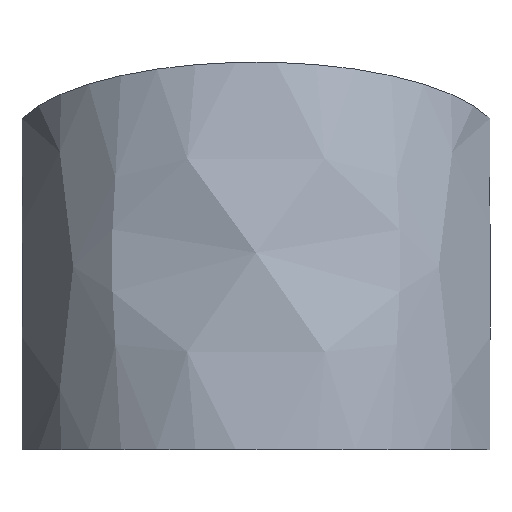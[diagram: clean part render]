
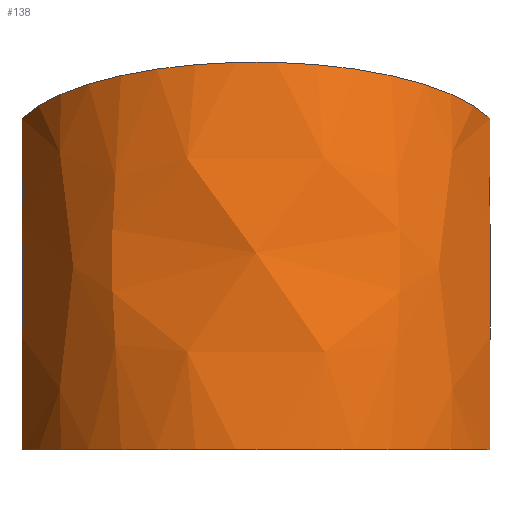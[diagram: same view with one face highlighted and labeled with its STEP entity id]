
A CAD part, front view. The second image highlights one B-rep face of the part: STEP entity #138.
In plain terms, the highlighted free-form (B-spline) face has degree [2, 2] with [5, 3] control points.
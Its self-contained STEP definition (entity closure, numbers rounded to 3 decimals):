
#51=(
BOUNDED_SURFACE()
B_SPLINE_SURFACE(2,2,((#248,#249,#250),(#251,#252,#253),(#254,#255,#256),
(#257,#258,#259),(#260,#261,#262)),.UNSPECIFIED.,.F.,.F.,.F.)
B_SPLINE_SURFACE_WITH_KNOTS((3,2,3),(3,3),(-2.471,-1.235,
0.),(0.,0.345),.UNSPECIFIED.)
GEOMETRIC_REPRESENTATION_ITEM()
RATIONAL_B_SPLINE_SURFACE(((1.,0.985,1.),(0.815,
0.803,0.815),(1.,0.985,1.),(0.815,
0.803,0.815),(1.,0.985,1.)))
REPRESENTATION_ITEM('')
SURFACE()
);
#54=FACE_OUTER_BOUND('',#60,.T.);
#60=EDGE_LOOP('',(#115,#116,#117,#118));
#66=CIRCLE('',#168,279.284);
#67=CIRCLE('',#169,70.5);
#68=CIRCLE('',#170,70.5);
#69=CIRCLE('',#171,279.284);
#92=VERTEX_POINT('',#241);
#94=VERTEX_POINT('',#245);
#95=VERTEX_POINT('',#263);
#96=VERTEX_POINT('',#265);
#102=EDGE_CURVE('',#92,#94,#66,.T.);
#103=EDGE_CURVE('',#92,#95,#67,.T.);
#104=EDGE_CURVE('',#96,#94,#68,.T.);
#105=EDGE_CURVE('',#95,#96,#69,.T.);
#115=ORIENTED_EDGE('',*,*,#103,.F.);
#116=ORIENTED_EDGE('',*,*,#102,.T.);
#117=ORIENTED_EDGE('',*,*,#104,.F.);
#118=ORIENTED_EDGE('',*,*,#105,.F.);
#138=ADVANCED_FACE('',(#54),#51,.T.);
#168=AXIS2_PLACEMENT_3D('',#247,#196,#197);
#169=AXIS2_PLACEMENT_3D('',#264,#198,#199);
#170=AXIS2_PLACEMENT_3D('',#266,#200,#201);
#171=AXIS2_PLACEMENT_3D('',#267,#202,#203);
#196=DIRECTION('center_axis',(1.,0.,0.));
#197=DIRECTION('ref_axis',(0.,-0.938,0.347));
#198=DIRECTION('center_axis',(0.,0.338,0.941));
#199=DIRECTION('ref_axis',(-0.944,-0.31,0.111));
#200=DIRECTION('center_axis',(0.,0.,-1.));
#201=DIRECTION('ref_axis',(-0.944,-0.329,0.));
#202=DIRECTION('center_axis',(1.,0.,0.));
#203=DIRECTION('ref_axis',(0.,-0.938,0.347));
#241=CARTESIAN_POINT('',(34.43,-106.871,94.252));
#245=CARTESIAN_POINT('',(34.43,-124.21,0.));
#247=CARTESIAN_POINT('Origin',(34.43,155.061,-2.656));
#248=CARTESIAN_POINT('Ctrl Pts',(167.57,-106.871,94.252));
#249=CARTESIAN_POINT('Ctrl Pts',(167.57,-123.747,48.636));
#250=CARTESIAN_POINT('Ctrl Pts',(167.57,-124.21,0.));
#251=CARTESIAN_POINT('Ctrl Pts',(151.082,-151.377,110.238));
#252=CARTESIAN_POINT('Ctrl Pts',(151.082,-171.037,56.871));
#253=CARTESIAN_POINT('Ctrl Pts',(151.082,-171.5,0.));
#254=CARTESIAN_POINT('Ctrl Pts',(101.,-151.377,110.238));
#255=CARTESIAN_POINT('Ctrl Pts',(101.,-171.037,56.871));
#256=CARTESIAN_POINT('Ctrl Pts',(101.,-171.5,0.));
#257=CARTESIAN_POINT('Ctrl Pts',(50.918,-151.377,110.238));
#258=CARTESIAN_POINT('Ctrl Pts',(50.918,-171.037,56.871));
#259=CARTESIAN_POINT('Ctrl Pts',(50.918,-171.5,0.));
#260=CARTESIAN_POINT('Ctrl Pts',(34.43,-106.871,94.252));
#261=CARTESIAN_POINT('Ctrl Pts',(34.43,-123.747,48.636));
#262=CARTESIAN_POINT('Ctrl Pts',(34.43,-124.21,0.));
#263=CARTESIAN_POINT('',(167.57,-106.871,94.252));
#264=CARTESIAN_POINT('Origin',(101.,-85.027,86.405));
#265=CARTESIAN_POINT('',(167.57,-124.21,0.));
#266=CARTESIAN_POINT('Origin',(101.,-101.,0.));
#267=CARTESIAN_POINT('Origin',(167.57,155.061,-2.656));
